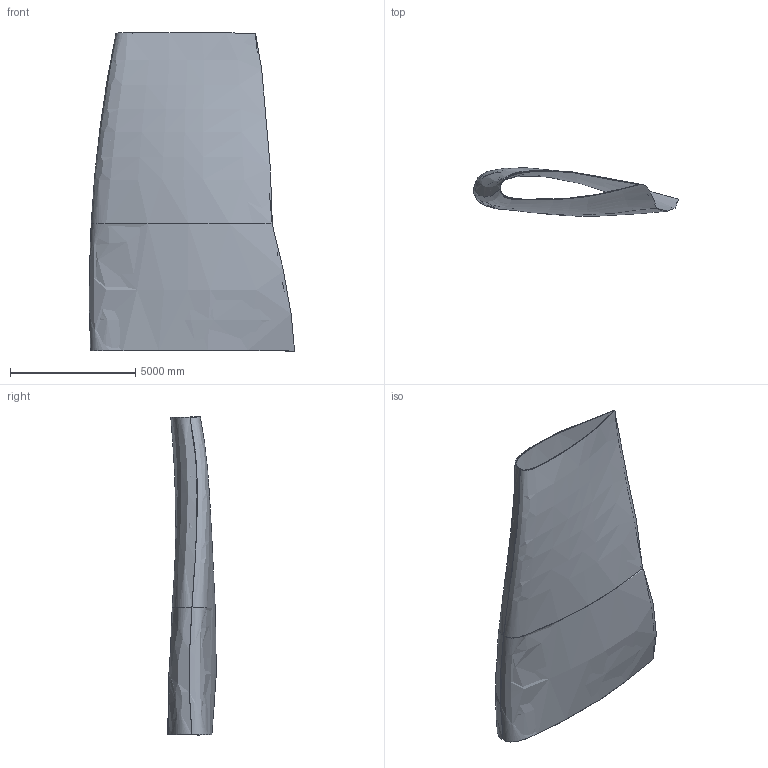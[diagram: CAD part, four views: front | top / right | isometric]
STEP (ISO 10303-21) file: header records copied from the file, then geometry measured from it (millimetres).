
FILE_DESCRIPTION(('produced by SPATIAL CORP'),'2;1');
FILE_NAME( 'solid_done.prt.hh.sat.stp','2002-04-19T13:23:02+00:00',('SPATIAL CORP'),('SPATIAL CORP'), 'ACIS STEP Husk','http://www.spatial.com','SPATIAL CORP');
FILE_SCHEMA(('CONFIG_CONTROL_DESIGN'));
Length unit declared in the file: millimetre
Products named in the file (1): PRODUCT_ID_1
Bounding box: 8204.89 x 1946.66 x 12717.64 mm (x, y, z)
Volume: 4836152043.5 mm3; surface area: 382158790.8 mm2
Topology: 1 solids, 1 shells, 12 faces, 29 edges, 13 vertices
Faces by surface type: bspline 12
Entity records: 6769 total; most frequent: CARTESIAN_POINT 6543, ORIENTED_EDGE 50, EDGE_CURVE 25, VERTEX_POINT 13, EDGE_LOOP 12, FACE_BOUND 12, ADVANCED_FACE 12, PERSON 8
